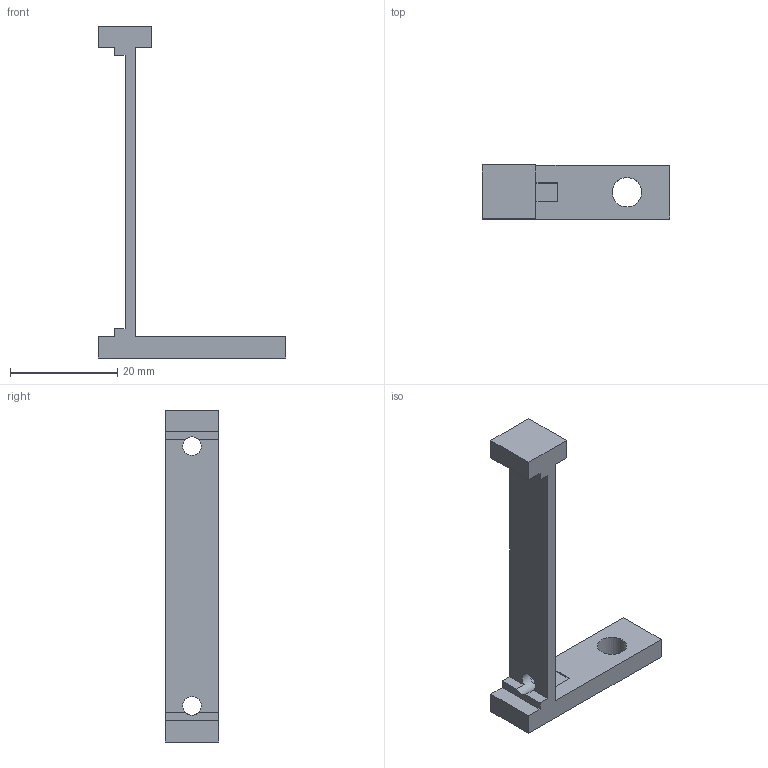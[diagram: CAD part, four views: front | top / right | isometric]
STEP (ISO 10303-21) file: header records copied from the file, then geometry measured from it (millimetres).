
FILE_DESCRIPTION(/* description */ ('Alibre Inc.'),/* implementation_level */ '2;1');
FILE_NAME(/* name */ 'export0',/* time_stamp */ '2015-07-11T13:43:47+12:00',/* author */ (''),/* organization */ (''),/* preprocessor_version */ 'ST-DEVELOPER v14',/* originating_system */ 'Alibre',/* authorisation */ '');
FILE_SCHEMA (('CONFIG_CONTROL_DESIGN'));
Length unit declared in the file: centimetre
Products named in the file (1): ID_1
Bounding box: 35 x 10 x 62 mm (x, y, z)
Volume: 2796.1 mm3; surface area: 2719.9 mm2
Topology: 1 solids, 1 shells, 31 faces, 93 edges, 62 vertices
Faces by surface type: plane 28, cylinder 3
Full cylindrical faces by diameter (mm): 3.5 x2, 5.5 x1
Entity records: 1027 total; most frequent: ORIENTED_EDGE 176, CARTESIAN_POINT 168, DIRECTION 119, EDGE_CURVE 88, VECTOR 73, LINE 73, VERTEX_POINT 60, EDGE_LOOP 38
